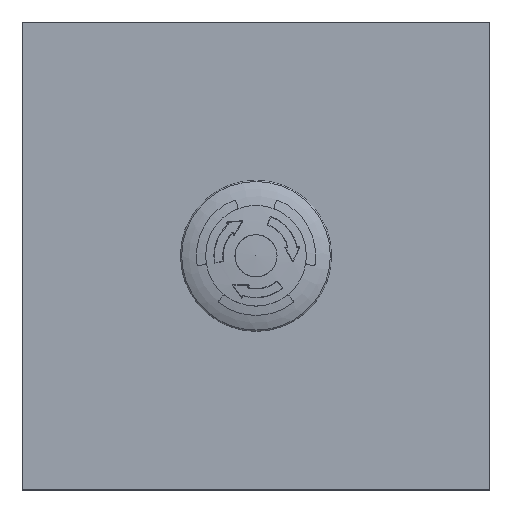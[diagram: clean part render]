
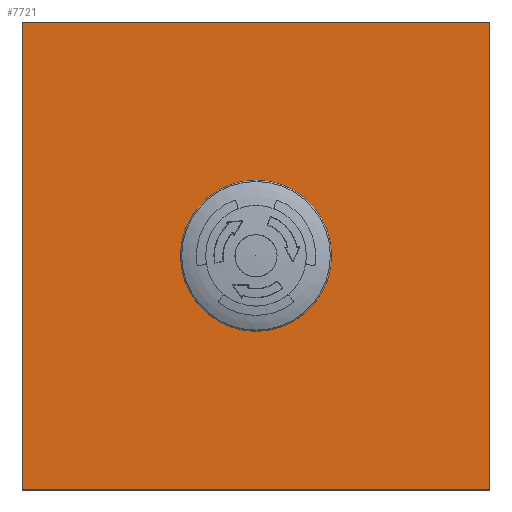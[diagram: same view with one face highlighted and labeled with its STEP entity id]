
A CAD part, top view. The second image highlights one B-rep face of the part: STEP entity #7721.
In plain terms, the highlighted planar face has unit normal (0, 0, 1).
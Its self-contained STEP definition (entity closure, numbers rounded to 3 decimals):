
#506=PLANE('',#8698);
#1198=LINE('',#16853,#1569);
#1202=LINE('',#16861,#1573);
#1205=LINE('',#16867,#1576);
#1207=LINE('',#16875,#1578);
#1569=VECTOR('',#10676,1000.);
#1573=VECTOR('',#10682,1000.);
#1576=VECTOR('',#10687,1000.);
#1578=VECTOR('',#10697,1000.);
#3805=ORIENTED_EDGE('',*,*,#4929,.T.);
#3806=ORIENTED_EDGE('',*,*,#4921,.T.);
#3807=ORIENTED_EDGE('',*,*,#4925,.T.);
#3808=ORIENTED_EDGE('',*,*,#4928,.T.);
#3809=ORIENTED_EDGE('',*,*,#4932,.T.);
#4921=EDGE_CURVE('',#5638,#5637,#1198,.T.);
#4925=EDGE_CURVE('',#5637,#5640,#1202,.T.);
#4928=EDGE_CURVE('',#5640,#5642,#1205,.T.);
#4929=EDGE_CURVE('',#5643,#5643,#6042,.T.);
#4932=EDGE_CURVE('',#5642,#5638,#1207,.T.);
#5637=VERTEX_POINT('',#16852);
#5638=VERTEX_POINT('',#16854);
#5640=VERTEX_POINT('',#16860);
#5642=VERTEX_POINT('',#16866);
#5643=VERTEX_POINT('',#16870);
#6042=CIRCLE('',#8695,11.);
#6594=EDGE_LOOP('',(#3805));
#6595=EDGE_LOOP('',(#3806,#3807,#3808,#3809));
#7148=FACE_BOUND('',#6594,.T.);
#7149=FACE_BOUND('',#6595,.T.);
#7721=ADVANCED_FACE('',(#7148,#7149),#506,.T.);
#8695=AXIS2_PLACEMENT_3D('',#16869,#10690,#10691);
#8698=AXIS2_PLACEMENT_3D('',#16876,#10698,#10699);
#10676=DIRECTION('',(0.,-1.,0.));
#10682=DIRECTION('',(1.,0.,0.));
#10687=DIRECTION('',(0.,1.,0.));
#10690=DIRECTION('',(0.,0.,-1.));
#10691=DIRECTION('',(1.,0.,0.));
#10697=DIRECTION('',(-1.,0.,0.));
#10698=DIRECTION('',(0.,0.,1.));
#10699=DIRECTION('',(1.,0.,0.));
#16852=CARTESIAN_POINT('',(-50.,-50.,-0.001));
#16853=CARTESIAN_POINT('',(-50.,50.,-0.001));
#16854=CARTESIAN_POINT('',(-50.,50.,-0.001));
#16860=CARTESIAN_POINT('',(50.,-50.,-0.001));
#16861=CARTESIAN_POINT('',(-50.,-50.,-0.001));
#16866=CARTESIAN_POINT('',(50.,50.,-0.001));
#16867=CARTESIAN_POINT('',(50.,-50.,-0.001));
#16869=CARTESIAN_POINT('',(0.,0.,-0.001));
#16870=CARTESIAN_POINT('',(11.,0.,-0.001));
#16875=CARTESIAN_POINT('',(50.,50.,-0.001));
#16876=CARTESIAN_POINT('',(0.,0.,-0.001));
